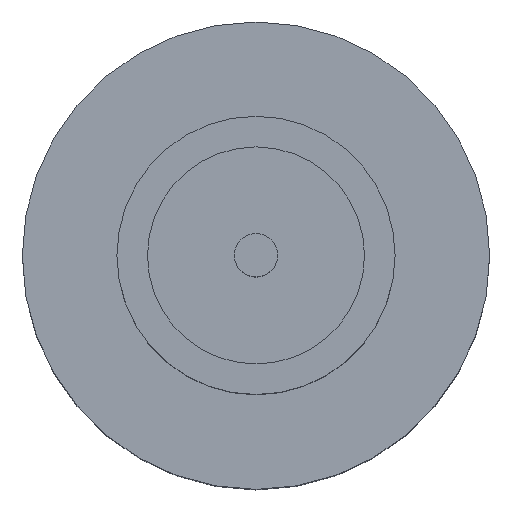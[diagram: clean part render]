
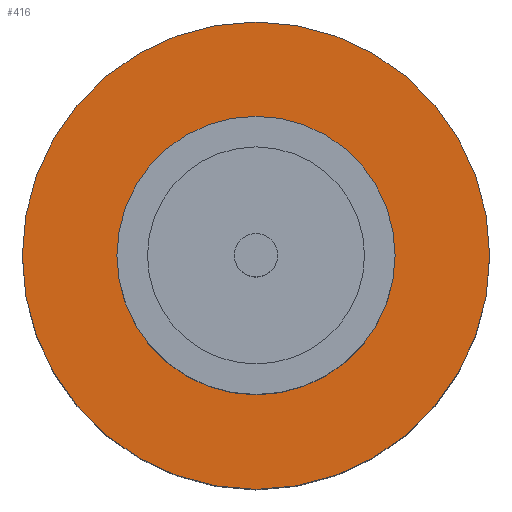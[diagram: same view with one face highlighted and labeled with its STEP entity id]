
A CAD part, top view. The second image highlights one B-rep face of the part: STEP entity #416.
In plain terms, the highlighted planar face has unit normal (0, 0, 1).
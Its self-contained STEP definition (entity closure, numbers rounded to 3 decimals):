
#2 = CARTESIAN_POINT ( 'NONE',  ( 0., 0., 1.55 ) ) ;
#32 = DIRECTION ( 'NONE',  ( 1., 0., 0. ) ) ;
#69 = DIRECTION ( 'NONE',  ( 0., 0., 1. ) ) ;
#86 = EDGE_CURVE ( 'NONE', #332, #872, #783, .T. ) ;
#112 = CARTESIAN_POINT ( 'NONE',  ( 0., 0., 1.55 ) ) ;
#115 = DIRECTION ( 'NONE',  ( 1., 0., 0. ) ) ;
#140 = EDGE_CURVE ( 'NONE', #569, #896, #249, .T. ) ;
#148 = ORIENTED_EDGE ( 'NONE', *, *, #86, .F. ) ;
#150 = AXIS2_PLACEMENT_3D ( 'NONE', #951, #230, #387 ) ;
#165 = DIRECTION ( 'NONE',  ( 0., 0., 1. ) ) ;
#186 = EDGE_CURVE ( 'NONE', #896, #569, #671, .T. ) ;
#198 = CARTESIAN_POINT ( 'NONE',  ( 1.25, 0., 1.55 ) ) ;
#211 = PLANE ( 'NONE',  #150 ) ;
#230 = DIRECTION ( 'NONE',  ( 0., 0., 1. ) ) ;
#247 = CARTESIAN_POINT ( 'NONE',  ( 0., 0., 1.55 ) ) ;
#249 = CIRCLE ( 'NONE', #721, 2.1 ) ;
#260 = DIRECTION ( 'NONE',  ( 1., 0., 0. ) ) ;
#261 = FACE_BOUND ( 'NONE', #692, .T. ) ;
#292 = CIRCLE ( 'NONE', #750, 1.25 ) ;
#326 = CARTESIAN_POINT ( 'NONE',  ( 2.1, 0., 1.55 ) ) ;
#332 = VERTEX_POINT ( 'NONE', #198 ) ;
#387 = DIRECTION ( 'NONE',  ( 1., 0., 0. ) ) ;
#416 = ADVANCED_FACE ( 'NONE', ( #261, #495 ), #211, .T. ) ;
#484 = DIRECTION ( 'NONE',  ( 0., 0., 1. ) ) ;
#495 = FACE_OUTER_BOUND ( 'NONE', #849, .T. ) ;
#503 = AXIS2_PLACEMENT_3D ( 'NONE', #544, #165, #32 ) ;
#544 = CARTESIAN_POINT ( 'NONE',  ( 0., 0., 1.55 ) ) ;
#555 = ORIENTED_EDGE ( 'NONE', *, *, #933, .F. ) ;
#563 = DIRECTION ( 'NONE',  ( 0., 0., 1. ) ) ;
#569 = VERTEX_POINT ( 'NONE', #326 ) ;
#581 = CARTESIAN_POINT ( 'NONE',  ( -2.1, 0., 1.55 ) ) ;
#671 = CIRCLE ( 'NONE', #880, 2.1 ) ;
#692 = EDGE_LOOP ( 'NONE', ( #148, #555 ) ) ;
#721 = AXIS2_PLACEMENT_3D ( 'NONE', #247, #563, #260 ) ;
#722 = CARTESIAN_POINT ( 'NONE',  ( -1.25, 0., 1.55 ) ) ;
#750 = AXIS2_PLACEMENT_3D ( 'NONE', #2, #69, #805 ) ;
#783 = CIRCLE ( 'NONE', #503, 1.25 ) ;
#800 = ORIENTED_EDGE ( 'NONE', *, *, #140, .T. ) ;
#805 = DIRECTION ( 'NONE',  ( 1., 0., 0. ) ) ;
#849 = EDGE_LOOP ( 'NONE', ( #929, #800 ) ) ;
#872 = VERTEX_POINT ( 'NONE', #722 ) ;
#880 = AXIS2_PLACEMENT_3D ( 'NONE', #112, #484, #115 ) ;
#896 = VERTEX_POINT ( 'NONE', #581 ) ;
#929 = ORIENTED_EDGE ( 'NONE', *, *, #186, .T. ) ;
#933 = EDGE_CURVE ( 'NONE', #872, #332, #292, .T. ) ;
#951 = CARTESIAN_POINT ( 'NONE',  ( 0., 0., 1.55 ) ) ;
